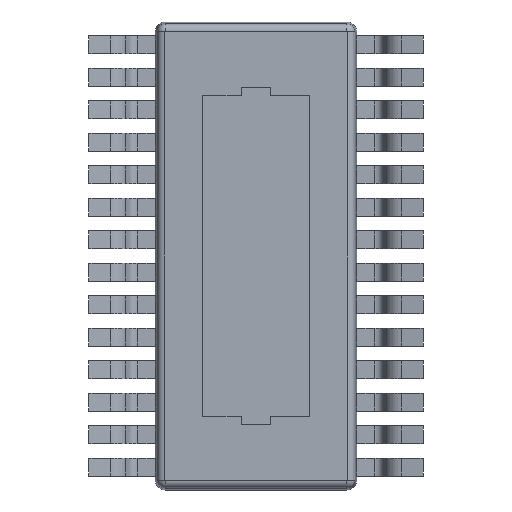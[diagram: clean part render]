
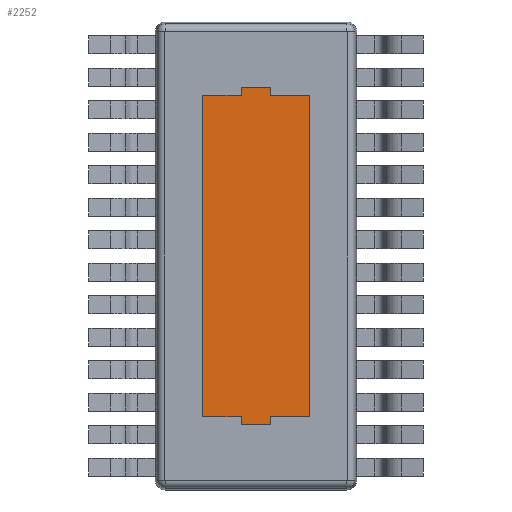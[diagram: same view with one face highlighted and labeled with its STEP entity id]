
A CAD part, front view. The second image highlights one B-rep face of the part: STEP entity #2252.
In plain terms, the highlighted planar face has unit normal (0, -1, 0).
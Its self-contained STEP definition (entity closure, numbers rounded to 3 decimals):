
#647 = LINE ( 'NONE', #3428, #4849 ) ;
#732 = ORIENTED_EDGE ( 'NONE', *, *, #19999, .T. ) ;
#768 = CARTESIAN_POINT ( 'NONE',  ( 0.825, -0.351, 2.47 ) ) ;
#1126 = LINE ( 'NONE', #18533, #9149 ) ;
#1308 = LINE ( 'NONE', #20399, #3569 ) ;
#1390 = VERTEX_POINT ( 'NONE', #20698 ) ;
#1899 = EDGE_CURVE ( 'NONE', #1390, #12923, #12928, .T. ) ;
#2156 = ORIENTED_EDGE ( 'NONE', *, *, #9171, .T. ) ;
#2252 = ADVANCED_FACE ( 'NONE', ( #3509 ), #12700, .F. ) ;
#2253 = EDGE_CURVE ( 'NONE', #4597, #13238, #11425, .T. ) ;
#2749 = CARTESIAN_POINT ( 'NONE',  ( 0.225, -0.351, 2.47 ) ) ;
#2820 = VERTEX_POINT ( 'NONE', #14439 ) ;
#2925 = VECTOR ( 'NONE', #6761, 1000. ) ;
#3256 = EDGE_CURVE ( 'NONE', #18421, #19536, #647, .T. ) ;
#3428 = CARTESIAN_POINT ( 'NONE',  ( 0.225, -0.351, 2.47 ) ) ;
#3496 = ORIENTED_EDGE ( 'NONE', *, *, #11571, .T. ) ;
#3509 = FACE_OUTER_BOUND ( 'NONE', #4944, .T. ) ;
#3569 = VECTOR ( 'NONE', #4161, 1000. ) ;
#3594 = ORIENTED_EDGE ( 'NONE', *, *, #9613, .T. ) ;
#3800 = CARTESIAN_POINT ( 'NONE',  ( 0.225, -0.351, -2.47 ) ) ;
#3889 = VECTOR ( 'NONE', #20500, 1000. ) ;
#4134 = CARTESIAN_POINT ( 'NONE',  ( -0.225, -0.351, 2.595 ) ) ;
#4161 = DIRECTION ( 'NONE',  ( -1., 0., 0. ) ) ;
#4465 = EDGE_CURVE ( 'NONE', #12923, #6093, #16305, .T. ) ;
#4597 = VERTEX_POINT ( 'NONE', #19768 ) ;
#4849 = VECTOR ( 'NONE', #14914, 1000. ) ;
#4944 = EDGE_LOOP ( 'NONE', ( #2156, #732, #15268, #11148, #6036, #7293, #3496, #19391, #7923, #3594, #5135, #9221 ) ) ;
#4988 = CARTESIAN_POINT ( 'NONE',  ( -0.825, -0.351, -2.47 ) ) ;
#5135 = ORIENTED_EDGE ( 'NONE', *, *, #1899, .T. ) ;
#5498 = CARTESIAN_POINT ( 'NONE',  ( 0.225, -0.351, 2.595 ) ) ;
#5591 = DIRECTION ( 'NONE',  ( 0., 0., -1. ) ) ;
#5662 = LINE ( 'NONE', #18675, #10537 ) ;
#5762 = DIRECTION ( 'NONE',  ( -1., 0., 0. ) ) ;
#5862 = VERTEX_POINT ( 'NONE', #5498 ) ;
#6036 = ORIENTED_EDGE ( 'NONE', *, *, #11731, .T. ) ;
#6093 = VERTEX_POINT ( 'NONE', #3800 ) ;
#6364 = CARTESIAN_POINT ( 'NONE',  ( 0.225, -0.351, -2.595 ) ) ;
#6761 = DIRECTION ( 'NONE',  ( 1., 0., 0. ) ) ;
#6831 = VERTEX_POINT ( 'NONE', #19055 ) ;
#7206 = VECTOR ( 'NONE', #12909, 1000. ) ;
#7293 = ORIENTED_EDGE ( 'NONE', *, *, #18729, .T. ) ;
#7800 = CARTESIAN_POINT ( 'NONE',  ( -0.825, -0.351, 2.47 ) ) ;
#7923 = ORIENTED_EDGE ( 'NONE', *, *, #20195, .T. ) ;
#8110 = VECTOR ( 'NONE', #17440, 1000. ) ;
#8180 = CARTESIAN_POINT ( 'NONE',  ( 0.825, -0.351, 2.47 ) ) ;
#9149 = VECTOR ( 'NONE', #12322, 1000. ) ;
#9171 = EDGE_CURVE ( 'NONE', #6093, #19675, #17343, .T. ) ;
#9221 = ORIENTED_EDGE ( 'NONE', *, *, #4465, .T. ) ;
#9222 = CARTESIAN_POINT ( 'NONE',  ( 0.225, -0.351, -2.595 ) ) ;
#9464 = LINE ( 'NONE', #15646, #3889 ) ;
#9613 = EDGE_CURVE ( 'NONE', #20526, #1390, #1126, .T. ) ;
#10537 = VECTOR ( 'NONE', #5762, 1000. ) ;
#10888 = VECTOR ( 'NONE', #20188, 1000. ) ;
#11148 = ORIENTED_EDGE ( 'NONE', *, *, #16060, .T. ) ;
#11425 = LINE ( 'NONE', #7800, #7206 ) ;
#11571 = EDGE_CURVE ( 'NONE', #2820, #4597, #5662, .T. ) ;
#11731 = EDGE_CURVE ( 'NONE', #5862, #6831, #1308, .T. ) ;
#12322 = DIRECTION ( 'NONE',  ( 0., 0., -1. ) ) ;
#12700 = PLANE ( 'NONE',  #18580 ) ;
#12909 = DIRECTION ( 'NONE',  ( 0., 0., -1. ) ) ;
#12923 = VERTEX_POINT ( 'NONE', #9222 ) ;
#12928 = LINE ( 'NONE', #13029, #2925 ) ;
#13029 = CARTESIAN_POINT ( 'NONE',  ( -0.225, -0.351, -2.595 ) ) ;
#13238 = VERTEX_POINT ( 'NONE', #4988 ) ;
#13986 = LINE ( 'NONE', #19031, #17028 ) ;
#14183 = DIRECTION ( 'NONE',  ( 0., 1., 0. ) ) ;
#14384 = CARTESIAN_POINT ( 'NONE',  ( 0., -0.351, 0. ) ) ;
#14439 = CARTESIAN_POINT ( 'NONE',  ( -0.225, -0.351, 2.47 ) ) ;
#14563 = CARTESIAN_POINT ( 'NONE',  ( 0.825, -0.351, -2.47 ) ) ;
#14914 = DIRECTION ( 'NONE',  ( -1., 0., 0. ) ) ;
#15268 = ORIENTED_EDGE ( 'NONE', *, *, #3256, .T. ) ;
#15646 = CARTESIAN_POINT ( 'NONE',  ( -0.825, -0.351, -2.47 ) ) ;
#16048 = CARTESIAN_POINT ( 'NONE',  ( 0.225, -0.351, -2.47 ) ) ;
#16060 = EDGE_CURVE ( 'NONE', #19536, #5862, #13986, .T. ) ;
#16305 = LINE ( 'NONE', #6364, #18852 ) ;
#16693 = LINE ( 'NONE', #4134, #17833 ) ;
#17028 = VECTOR ( 'NONE', #20305, 1000. ) ;
#17343 = LINE ( 'NONE', #16048, #8110 ) ;
#17440 = DIRECTION ( 'NONE',  ( 1., 0., 0. ) ) ;
#17833 = VECTOR ( 'NONE', #5591, 1000. ) ;
#18421 = VERTEX_POINT ( 'NONE', #8180 ) ;
#18533 = CARTESIAN_POINT ( 'NONE',  ( -0.225, -0.351, -2.595 ) ) ;
#18580 = AXIS2_PLACEMENT_3D ( 'NONE', #14384, #14183, #19121 ) ;
#18675 = CARTESIAN_POINT ( 'NONE',  ( -0.825, -0.351, 2.47 ) ) ;
#18729 = EDGE_CURVE ( 'NONE', #6831, #2820, #16693, .T. ) ;
#18852 = VECTOR ( 'NONE', #19446, 1000. ) ;
#19031 = CARTESIAN_POINT ( 'NONE',  ( 0.225, -0.351, 2.595 ) ) ;
#19055 = CARTESIAN_POINT ( 'NONE',  ( -0.225, -0.351, 2.595 ) ) ;
#19121 = DIRECTION ( 'NONE',  ( 0., 0., 1. ) ) ;
#19391 = ORIENTED_EDGE ( 'NONE', *, *, #2253, .T. ) ;
#19446 = DIRECTION ( 'NONE',  ( 0., 0., 1. ) ) ;
#19536 = VERTEX_POINT ( 'NONE', #2749 ) ;
#19605 = CARTESIAN_POINT ( 'NONE',  ( -0.225, -0.351, -2.47 ) ) ;
#19675 = VERTEX_POINT ( 'NONE', #14563 ) ;
#19768 = CARTESIAN_POINT ( 'NONE',  ( -0.825, -0.351, 2.47 ) ) ;
#19864 = LINE ( 'NONE', #768, #10888 ) ;
#19999 = EDGE_CURVE ( 'NONE', #19675, #18421, #19864, .T. ) ;
#20188 = DIRECTION ( 'NONE',  ( 0., 0., 1. ) ) ;
#20195 = EDGE_CURVE ( 'NONE', #13238, #20526, #9464, .T. ) ;
#20305 = DIRECTION ( 'NONE',  ( 0., 0., 1. ) ) ;
#20399 = CARTESIAN_POINT ( 'NONE',  ( -0.225, -0.351, 2.595 ) ) ;
#20500 = DIRECTION ( 'NONE',  ( 1., 0., 0. ) ) ;
#20526 = VERTEX_POINT ( 'NONE', #19605 ) ;
#20698 = CARTESIAN_POINT ( 'NONE',  ( -0.225, -0.351, -2.595 ) ) ;
